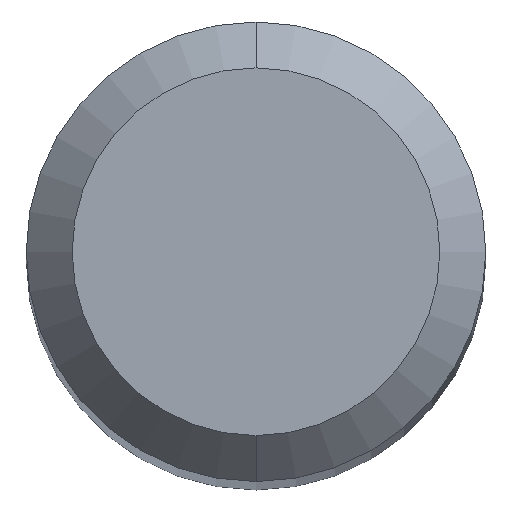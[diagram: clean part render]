
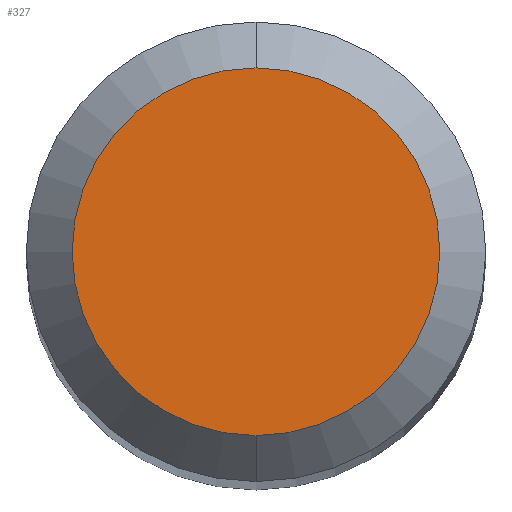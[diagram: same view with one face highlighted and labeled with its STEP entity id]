
A CAD part, top view. The second image highlights one B-rep face of the part: STEP entity #327.
In plain terms, the highlighted planar face has unit normal (0, 0, 1).
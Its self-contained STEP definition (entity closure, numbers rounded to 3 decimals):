
#241=EDGE_CURVE('',#299,#291,#539,.T.);
#291=VERTEX_POINT('',#595);
#299=VERTEX_POINT('',#604);
#327=ADVANCED_FACE('',(#633),#634,.T.);
#415=EDGE_CURVE('',#291,#299,#732,.T.);
#539=CIRCLE('',#917,1.2);
#595=CARTESIAN_POINT('',(0.,-1.2,30.68));
#604=CARTESIAN_POINT('',(0.0,1.2,30.68));
#633=FACE_OUTER_BOUND('',#1130,.T.);
#634=PLANE('',#1131);
#732=CIRCLE('',#1312,1.2);
#917=AXIS2_PLACEMENT_3D('',#1505,#1506,#1507);
#1130=EDGE_LOOP('',(#1605,#1606));
#1131=AXIS2_PLACEMENT_3D('',#1607,#1608,#1609);
#1312=AXIS2_PLACEMENT_3D('',#1733,#1734,#1735);
#1505=CARTESIAN_POINT('',(0.0,0.0,30.68));
#1506=DIRECTION('',(0.0,0.0,-1.0));
#1507=DIRECTION('',(0.0,1.0,0.0));
#1605=ORIENTED_EDGE('',*,*,#241,.F.);
#1606=ORIENTED_EDGE('',*,*,#415,.F.);
#1607=CARTESIAN_POINT('',(0.0,0.6,30.68));
#1608=DIRECTION('',(-0.0,0.0,1.0));
#1609=DIRECTION('',(0.0,-1.0,0.0));
#1733=CARTESIAN_POINT('',(0.0,0.0,30.68));
#1734=DIRECTION('',(0.0,0.0,-1.0));
#1735=DIRECTION('',(0.0,1.0,0.0));
